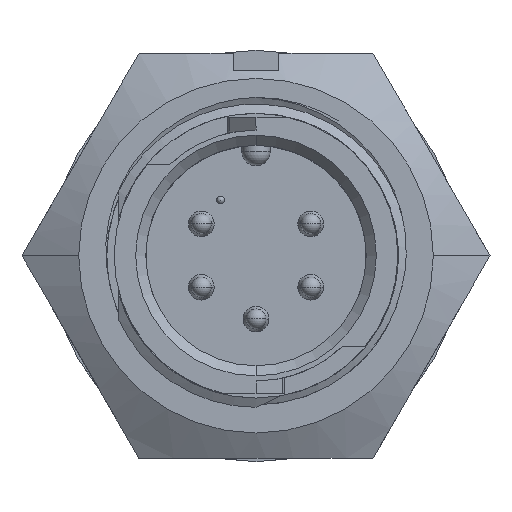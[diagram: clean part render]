
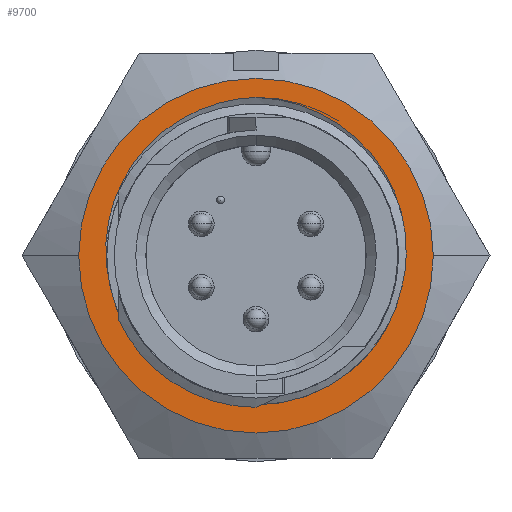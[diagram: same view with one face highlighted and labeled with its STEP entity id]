
A CAD part, top view. The second image highlights one B-rep face of the part: STEP entity #9700.
In plain terms, the highlighted planar face has unit normal (0, 0, 1).
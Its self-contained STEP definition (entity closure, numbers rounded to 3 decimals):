
#34 = CARTESIAN_POINT ( 'NONE',  ( 7.334, -1.47, -5.28 ) ) ;
#234 = CARTESIAN_POINT ( 'NONE',  ( -7.225, 2.475, -5.28 ) ) ;
#285 = CARTESIAN_POINT ( 'NONE',  ( 0., 0., -5.28 ) ) ;
#468 = CARTESIAN_POINT ( 'NONE',  ( 7.047, 2.994, -5.28 ) ) ;
#702 = CARTESIAN_POINT ( 'NONE',  ( -2.787, 7.354, -5.28 ) ) ;
#757 = CARTESIAN_POINT ( 'NONE',  ( -7.334, -1.47, -5.28 ) ) ;
#788 = CARTESIAN_POINT ( 'NONE',  ( -1.142, 7.839, -5.28 ) ) ;
#849 = EDGE_CURVE ( 'NONE', #6094, #5981, #13881, .T. ) ;
#865 = EDGE_CURVE ( 'NONE', #3199, #5981, #2376, .T. ) ;
#1244 = EDGE_CURVE ( 'NONE', #9319, #13205, #7075, .T. ) ;
#1375 = CARTESIAN_POINT ( 'NONE',  ( 6.255, 4.516, -5.28 ) ) ;
#1464 = CARTESIAN_POINT ( 'NONE',  ( 0., 7.938, -5.28 ) ) ;
#1544 = CARTESIAN_POINT ( 'NONE',  ( 2.774, 7.36, -5.28 ) ) ;
#1550 = B_SPLINE_CURVE_WITH_KNOTS ( 'NONE', 3,
 ( #8839, #13853, #2612, #8096, #3089, #13101, #15559, #234, #13934, #6780, #13179, #14322, #3933, #3249, #12031, #702, #8178, #788, #2776, #1464 ),
 .UNSPECIFIED., .F., .F.,
 ( 4, 2, 2, 2, 2, 2, 2, 2, 2, 4 ),
 ( 0., 0.001, 0.002, 0.003, 0.005, 0.007, 0.009, 0.01, 0.012, 0.014 ),
 .UNSPECIFIED. ) ;
#1707 = CARTESIAN_POINT ( 'NONE',  ( 1.136, 7.824, -5.28 ) ) ;
#1736 = CIRCLE ( 'NONE', #11947, 8.89 ) ;
#2048 = AXIS2_PLACEMENT_3D ( 'NONE', #11927, #4560, #13330 ) ;
#2196 = EDGE_CURVE ( 'NONE', #13205, #9319, #1736, .T. ) ;
#2376 = B_SPLINE_CURVE_WITH_KNOTS ( 'NONE', 3,
 ( #2768, #6706, #9167, #1707, #7938, #8918, #1544, #12942, #15247, #12695, #10491, #1375, #4179, #468, #6382, #2689, #5492, #15495, #9076, #14007 ),
 .UNSPECIFIED., .F., .F.,
 ( 4, 2, 2, 2, 2, 2, 2, 2, 2, 4 ),
 ( 0., 0.001, 0.002, 0.003, 0.005, 0.007, 0.009, 0.01, 0.012, 0.014 ),
 .UNSPECIFIED. ) ;
#2612 = CARTESIAN_POINT ( 'NONE',  ( -7.45, -0.91, -5.28 ) ) ;
#2664 = CARTESIAN_POINT ( 'NONE',  ( -8.89, 0., -5.28 ) ) ;
#2689 = CARTESIAN_POINT ( 'NONE',  ( 7.475, 1.355, -5.28 ) ) ;
#2734 = ORIENTED_EDGE ( 'NONE', *, *, #849, .F. ) ;
#2768 = CARTESIAN_POINT ( 'NONE',  ( 0., 7.938, -5.28 ) ) ;
#2776 = CARTESIAN_POINT ( 'NONE',  ( -0.572, 7.92, -5.28 ) ) ;
#3089 = CARTESIAN_POINT ( 'NONE',  ( -7.534, -0.057, -5.28 ) ) ;
#3199 = VERTEX_POINT ( 'NONE', #13706 ) ;
#3249 = CARTESIAN_POINT ( 'NONE',  ( -4.27, 6.536, -5.28 ) ) ;
#3314 = ORIENTED_EDGE ( 'NONE', *, *, #2196, .F. ) ;
#3414 = AXIS2_PLACEMENT_3D ( 'NONE', #14093, #12864, #7767 ) ;
#3746 = EDGE_CURVE ( 'NONE', #6094, #3199, #1550, .T. ) ;
#3933 = CARTESIAN_POINT ( 'NONE',  ( -5.156, 5.813, -5.28 ) ) ;
#4179 = CARTESIAN_POINT ( 'NONE',  ( 6.557, 4.028, -5.28 ) ) ;
#4560 = DIRECTION ( 'NONE',  ( 0., 0., -1. ) ) ;
#5095 = DIRECTION ( 'NONE',  ( -1., 0., 0. ) ) ;
#5492 = CARTESIAN_POINT ( 'NONE',  ( 7.537, 0.781, -5.28 ) ) ;
#5708 = FACE_BOUND ( 'NONE', #11617, .T. ) ;
#5981 = VERTEX_POINT ( 'NONE', #34 ) ;
#6094 = VERTEX_POINT ( 'NONE', #757 ) ;
#6345 = ORIENTED_EDGE ( 'NONE', *, *, #865, .T. ) ;
#6382 = CARTESIAN_POINT ( 'NONE',  ( 7.23, 2.457, -5.28 ) ) ;
#6706 = CARTESIAN_POINT ( 'NONE',  ( 0.286, 7.929, -5.28 ) ) ;
#6780 = CARTESIAN_POINT ( 'NONE',  ( -6.555, 4.03, -5.28 ) ) ;
#7075 = CIRCLE ( 'NONE', #9162, 8.89 ) ;
#7589 = DIRECTION ( 'NONE',  ( 0., 0., -1. ) ) ;
#7767 = DIRECTION ( 'NONE',  ( 1., 0., 0. ) ) ;
#7938 = CARTESIAN_POINT ( 'NONE',  ( 1.417, 7.769, -5.28 ) ) ;
#8096 = CARTESIAN_POINT ( 'NONE',  ( -7.517, -0.343, -5.28 ) ) ;
#8178 = CARTESIAN_POINT ( 'NONE',  ( -2.248, 7.557, -5.28 ) ) ;
#8516 = ORIENTED_EDGE ( 'NONE', *, *, #1244, .F. ) ;
#8839 = CARTESIAN_POINT ( 'NONE',  ( -7.334, -1.47, -5.28 ) ) ;
#8918 = CARTESIAN_POINT ( 'NONE',  ( 2.242, 7.558, -5.28 ) ) ;
#9076 = CARTESIAN_POINT ( 'NONE',  ( 7.466, -0.913, -5.28 ) ) ;
#9162 = AXIS2_PLACEMENT_3D ( 'NONE', #285, #7589, #15140 ) ;
#9167 = CARTESIAN_POINT ( 'NONE',  ( 0.57, 7.904, -5.28 ) ) ;
#9319 = VERTEX_POINT ( 'NONE', #2664 ) ;
#9471 = PLANE ( 'NONE',  #2048 ) ;
#9700 = ADVANCED_FACE ( 'NONE', ( #5708, #10789 ), #9471, .F. ) ;
#10491 = CARTESIAN_POINT ( 'NONE',  ( 5.55, 5.413, -5.28 ) ) ;
#10593 = ORIENTED_EDGE ( 'NONE', *, *, #3746, .T. ) ;
#10789 = FACE_OUTER_BOUND ( 'NONE', #14524, .T. ) ;
#11321 = DIRECTION ( 'NONE',  ( 0., 0., -1. ) ) ;
#11617 = EDGE_LOOP ( 'NONE', ( #10593, #6345, #2734 ) ) ;
#11927 = CARTESIAN_POINT ( 'NONE',  ( -5.866, -10.16, -5.28 ) ) ;
#11947 = AXIS2_PLACEMENT_3D ( 'NONE', #12811, #11321, #5095 ) ;
#12031 = CARTESIAN_POINT ( 'NONE',  ( -3.795, 6.844, -5.28 ) ) ;
#12569 = CARTESIAN_POINT ( 'NONE',  ( 8.89, 0., -5.28 ) ) ;
#12695 = CARTESIAN_POINT ( 'NONE',  ( 5.145, 5.822, -5.28 ) ) ;
#12811 = CARTESIAN_POINT ( 'NONE',  ( 0., 0., -5.28 ) ) ;
#12864 = DIRECTION ( 'NONE',  ( 0., 0., 1. ) ) ;
#12942 = CARTESIAN_POINT ( 'NONE',  ( 3.795, 6.845, -5.28 ) ) ;
#13101 = CARTESIAN_POINT ( 'NONE',  ( -7.536, 0.794, -5.28 ) ) ;
#13179 = CARTESIAN_POINT ( 'NONE',  ( -6.251, 4.521, -5.28 ) ) ;
#13205 = VERTEX_POINT ( 'NONE', #12569 ) ;
#13330 = DIRECTION ( 'NONE',  ( -1., 0., 0. ) ) ;
#13706 = CARTESIAN_POINT ( 'NONE',  ( 0., 7.938, -5.28 ) ) ;
#13853 = CARTESIAN_POINT ( 'NONE',  ( -7.4, -1.192, -5.28 ) ) ;
#13881 = CIRCLE ( 'NONE', #3414, 7.48 ) ;
#13934 = CARTESIAN_POINT ( 'NONE',  ( -7.04, 3.009, -5.28 ) ) ;
#14007 = CARTESIAN_POINT ( 'NONE',  ( 7.334, -1.47, -5.28 ) ) ;
#14093 = CARTESIAN_POINT ( 'NONE',  ( 0., 0., -5.28 ) ) ;
#14322 = CARTESIAN_POINT ( 'NONE',  ( -5.552, 5.41, -5.28 ) ) ;
#14524 = EDGE_LOOP ( 'NONE', ( #8516, #3314 ) ) ;
#15140 = DIRECTION ( 'NONE',  ( -1., 0., 0. ) ) ;
#15247 = CARTESIAN_POINT ( 'NONE',  ( 4.269, 6.536, -5.28 ) ) ;
#15495 = CARTESIAN_POINT ( 'NONE',  ( 7.532, -0.351, -5.28 ) ) ;
#15559 = CARTESIAN_POINT ( 'NONE',  ( -7.475, 1.358, -5.28 ) ) ;
